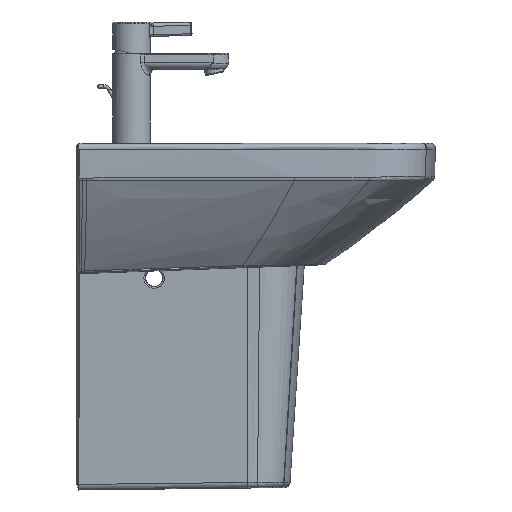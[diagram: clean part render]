
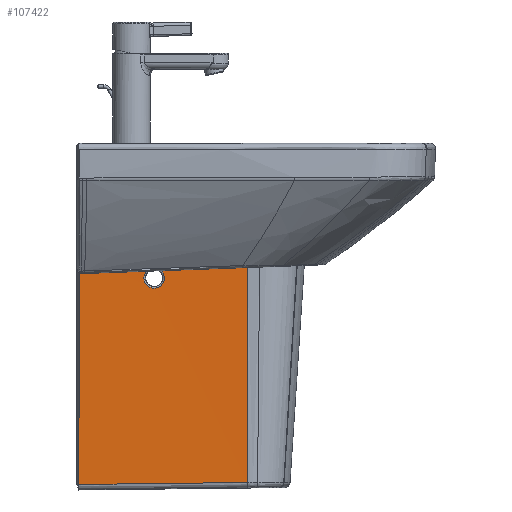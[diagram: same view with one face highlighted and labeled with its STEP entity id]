
A CAD part, front view. The second image highlights one B-rep face of the part: STEP entity #107422.
In plain terms, the highlighted free-form (B-spline) face has degree [5, 1] with [6, 2] control points.
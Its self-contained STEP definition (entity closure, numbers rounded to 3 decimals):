
#106291=CARTESIAN_POINT('',(-84.913,-3.089,-147.052));
#106292=VERTEX_POINT('',#106291);
#106308=CARTESIAN_POINT('',(-82.617,-209.134,-147.053));
#106309=VERTEX_POINT('',#106308);
#106310=CARTESIAN_POINT('',(-84.913,-3.089,-147.052));
#106311=CARTESIAN_POINT('',(-84.147,-71.771,-147.052));
#106312=CARTESIAN_POINT('',(-83.382,-140.452,-147.053));
#106313=CARTESIAN_POINT('',(-82.617,-209.134,-147.053));
#106314=B_SPLINE_CURVE_WITH_KNOTS('',3,(#106310,#106311,#106312,#106313),.UNSPECIFIED.,.F.,.U.,(4,4),(-20.606,0.0),.UNSPECIFIED.);
#106315=EDGE_CURVE('',#106292,#106309,#106314,.T.);
#107343=CARTESIAN_POINT('',(-75.245,-209.046,-425.745));
#107344=VERTEX_POINT('',#107343);
#107345=CARTESIAN_POINT('',(-75.245,-209.046,-425.745));
#107346=DIRECTION('',(-0.026,0.,1.));
#107347=VECTOR('',#107346,278.789);
#107348=LINE('',#107345,#107347);
#107349=EDGE_CURVE('',#107344,#106309,#107348,.T.);
#107365=CARTESIAN_POINT('',(-75.181,-209.045,-428.146));
#107366=CARTESIAN_POINT('',(-75.673,-167.836,-428.146));
#107367=CARTESIAN_POINT('',(-76.165,-126.628,-428.146));
#107368=CARTESIAN_POINT('',(-76.657,-85.419,-428.146));
#107369=CARTESIAN_POINT('',(-77.149,-44.211,-428.146));
#107370=CARTESIAN_POINT('',(-77.641,-3.002,-428.146));
#107371=CARTESIAN_POINT('',(-82.617,-209.134,-147.052));
#107372=CARTESIAN_POINT('',(-83.076,-167.925,-147.052));
#107373=CARTESIAN_POINT('',(-83.535,-126.716,-147.052));
#107374=CARTESIAN_POINT('',(-83.994,-85.507,-147.052));
#107375=CARTESIAN_POINT('',(-84.454,-44.298,-147.052));
#107376=CARTESIAN_POINT('',(-84.913,-3.089,-147.052));
#107377=B_SPLINE_SURFACE_WITH_KNOTS('',5,1,((#107365,#107371),(#107366,#107372),(#107367,#107373),(#107368,#107374),(#107369,#107375),(#107370,#107376)),.UNSPECIFIED.,.F.,.F.,.U.,(6,6),(2,2),(0.0,206.058),(6.856,288.047),.UNSPECIFIED.);
#107378=ORIENTED_EDGE('',*,*,#106315,.F.);
#107379=CARTESIAN_POINT('',(-77.641,-3.002,-428.146));
#107380=VERTEX_POINT('',#107379);
#107381=CARTESIAN_POINT('',(-77.641,-3.002,-428.146));
#107382=DIRECTION('',(-0.026,0.,1.));
#107383=VECTOR('',#107382,281.189);
#107384=LINE('',#107381,#107383);
#107385=EDGE_CURVE('',#106292,#107380,#107384,.F.);
#107386=ORIENTED_EDGE('',*,*,#107385,.T.);
#107387=CARTESIAN_POINT('',(-75.245,-209.046,-425.745));
#107388=CARTESIAN_POINT('',(-76.043,-140.364,-426.545));
#107389=CARTESIAN_POINT('',(-76.842,-71.683,-427.346));
#107390=CARTESIAN_POINT('',(-77.641,-3.002,-428.146));
#107391=B_SPLINE_CURVE_WITH_KNOTS('',3,(#107387,#107388,#107389,#107390),.UNSPECIFIED.,.F.,.U.,(4,4),(-103.036,103.036),.UNSPECIFIED.);
#107392=EDGE_CURVE('',#107380,#107344,#107391,.F.);
#107393=ORIENTED_EDGE('',*,*,#107392,.T.);
#107394=ORIENTED_EDGE('',*,*,#107349,.T.);
#107395=EDGE_LOOP('',(#107378,#107386,#107393,#107394));
#107396=FACE_OUTER_BOUND('',#107395,.T.);
#107397=CARTESIAN_POINT('',(-83.187,-106.108,-169.125));
#107398=VERTEX_POINT('',#107397);
#107399=CARTESIAN_POINT('',(-83.188,-106.11,-169.123));
#107400=CARTESIAN_POINT('',(-83.24,-105.227,-167.484));
#107401=CARTESIAN_POINT('',(-83.344,-102.696,-164.585));
#107402=CARTESIAN_POINT('',(-83.463,-97.394,-162.328));
#107403=CARTESIAN_POINT('',(-83.52,-91.645,-162.595));
#107404=CARTESIAN_POINT('',(-83.505,-86.577,-165.333));
#107405=CARTESIAN_POINT('',(-83.421,-83.207,-169.998));
#107406=CARTESIAN_POINT('',(-83.27,-82.071,-176.279));
#107407=CARTESIAN_POINT('',(-83.122,-83.831,-181.181));
#107408=CARTESIAN_POINT('',(-83.021,-86.294,-183.988));
#107409=CARTESIAN_POINT('',(-82.926,-89.158,-186.426));
#107410=CARTESIAN_POINT('',(-82.839,-93.482,-187.892));
#107411=CARTESIAN_POINT('',(-82.793,-99.118,-187.201));
#107412=CARTESIAN_POINT('',(-82.806,-103.625,-184.779));
#107413=CARTESIAN_POINT('',(-82.89,-107.001,-180.107));
#107414=CARTESIAN_POINT('',(-83.026,-108.015,-174.468));
#107415=CARTESIAN_POINT('',(-83.135,-106.993,-170.763));
#107416=CARTESIAN_POINT('',(-83.188,-106.11,-169.123));
#107417=B_SPLINE_CURVE_WITH_KNOTS('',3,(#107399,#107400,#107401,#107402,#107403,#107404,#107405,#107406,#107407,#107408,#107409,#107410,#107411,#107412,#107413,#107414,#107415,#107416),.UNSPECIFIED.,.T.,.U.,(4,1,1,1,1,1,1,1,1,1,1,1,1,1,1,4),(-3.97,-3.412,-2.854,-2.295,-1.737,-1.179,-0.621,0.123,0.309,0.495,1.239,1.611,2.17,2.728,3.286,3.844),.UNSPECIFIED.);
#107418=EDGE_CURVE('',#107398,#107398,#107417,.T.);
#107419=ORIENTED_EDGE('',*,*,#107418,.F.);
#107420=EDGE_LOOP('',(#107419));
#107421=FACE_BOUND('',#107420,.T.);
#107422=ADVANCED_FACE('',(#107396,#107421),#107377,.F.);
